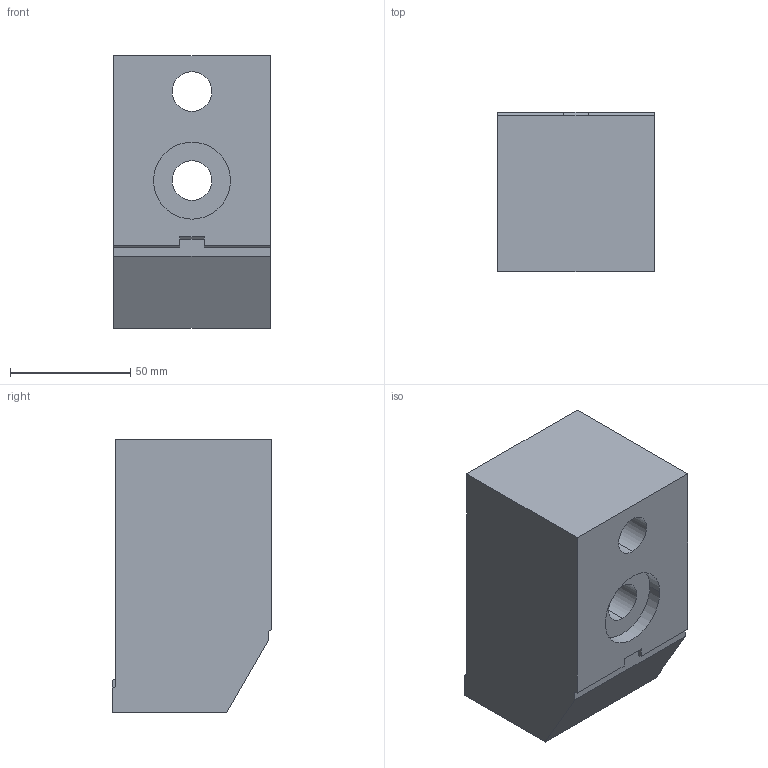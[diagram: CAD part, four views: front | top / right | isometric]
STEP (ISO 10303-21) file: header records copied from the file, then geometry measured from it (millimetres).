
FILE_DESCRIPTION((''),'2;1');
FILE_NAME('ILC15311202','2005-04-21T',('KR'),(''),'PRO/ENGINEER BY PARAMETRIC TECHNOLOGY CORPORATION, 2004290','PRO/ENGINEER BY PARAMETRIC TECHNOLOGY CORPORATION, 2004290','');
FILE_SCHEMA(('AUTOMOTIVE_DESIGN_CC2 { 1 2 10303 214 -1 1 5 2 }'));
Length unit declared in the file: inch
Products named in the file (1): ILC15311202
Bounding box: 65.02 x 66.52 x 113.49 mm (x, y, z)
Volume: 411080.4 mm3; surface area: 47586.1 mm2
Topology: 1 solids, 1 shells, 64 faces, 163 edges, 104 vertices
Faces by surface type: plane 46, cylinder 18
Entity records: 2585 total; most frequent: CARTESIAN_POINT 375, DIRECTION 329, ORIENTED_EDGE 326, PRESENTATION_STYLE_ASSIGNMENT 164, STYLED_ITEM 164, CURVE_STYLE 163, EDGE_CURVE 163, AXIS2_PLACEMENT_3D 110
